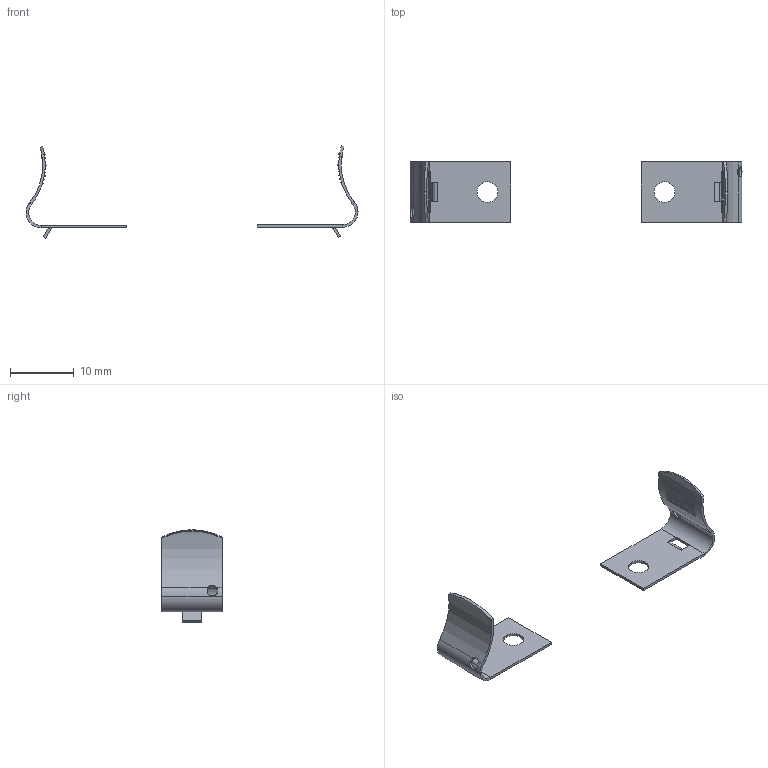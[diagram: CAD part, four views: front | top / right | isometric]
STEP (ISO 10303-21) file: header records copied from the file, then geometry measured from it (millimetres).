
FILE_DESCRIPTION(('FreeCAD Model'),'2;1');
FILE_NAME('keystone_206.step','2017-11-03T21:48:19',( 'Author'),(''),'Open CASCADE STEP processor 6.8','FreeCAD','Unknown' );
FILE_SCHEMA(('AUTOMOTIVE_DESIGN_CC2 { 1 2 10303 214 -1 1 5 4 }'));
Length unit declared in the file: millimetre
Products named in the file (1): keystone_206
Bounding box: 52.28 x 9.53 x 14.57 mm (x, y, z)
Volume: 206.2 mm3; surface area: 1118.4 mm2
Topology: 2 solids, 2 shells, 172 faces, 422 edges, 264 vertices
Faces by surface type: plane 118, cylinder 42, bspline 12
Entity records: 19276 total; most frequent: CARTESIAN_POINT 11483, DIRECTION 1248, ORIENTED_EDGE 844, PCURVE 844, DEFINITIONAL_REPRESENTATION 844, LINE 662, VECTOR 662, EDGE_CURVE 422
